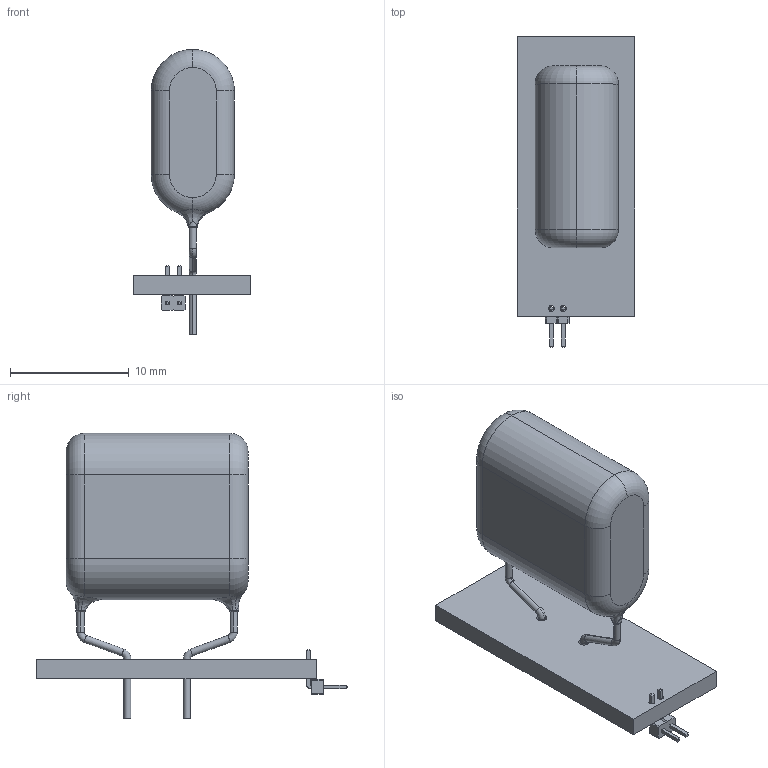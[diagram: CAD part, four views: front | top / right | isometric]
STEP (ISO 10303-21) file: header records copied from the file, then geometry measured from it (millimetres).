
FILE_DESCRIPTION(('KiCad electronic assembly'),'2;1');
FILE_NAME('capextended v3.step','2025-08-30T22:48:05',('Pcbnew'),( 'Kicad'),'Open CASCADE STEP processor 7.8','KiCad to STEP converter' ,'Unknown');
FILE_SCHEMA(('AUTOMOTIVE_DESIGN { 1 0 10303 214 1 1 1 1 }'));
Length unit declared in the file: millimetre
Products named in the file (6): capextended v3 1; ECQE2105JBB; PinHeader_1x02_P1.00mm_Horizontal; PinHeader_1x02_P100mm_Horizontal; capextended v2_PCB
Assembly tree (5 placements, depth 3):
  capextended v3 1
    ECQE2105JBB
      ECQE2105JBB
    PinHeader_1x02_P1.00mm_Horizontal
      PinHeader_1x02_P100mm_Horizontal
    capextended v2_PCB
Bounding box: 9.87 x 26.11 x 24 mm (x, y, z)
Volume: 1685.8 mm3; surface area: 1331.2 mm2
Topology: 5 solids, 5 shells, 132 faces, 304 edges, 186 vertices
Faces by surface type: plane 72, cylinder 26, torus 20, bspline 12, cone 2
Full cylindrical faces by diameter (mm): 0.5 x2, 0.85 x2
Entity records: 4608 total; most frequent: CARTESIAN_POINT 1104, DIRECTION 626, ORIENTED_EDGE 608, EDGE_CURVE 304, AXIS2_PLACEMENT_3D 224, VERTEX_POINT 186, LINE 178, VECTOR 178
